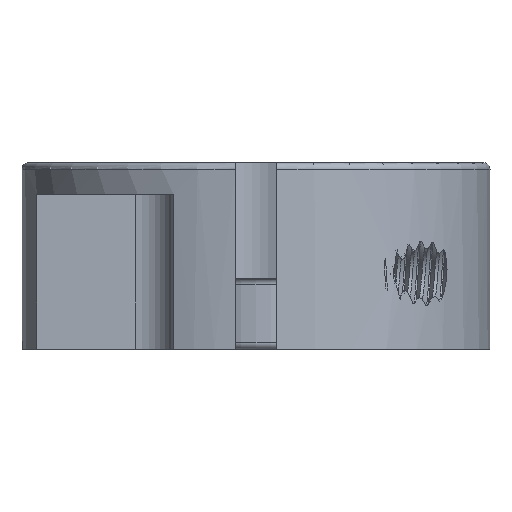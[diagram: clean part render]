
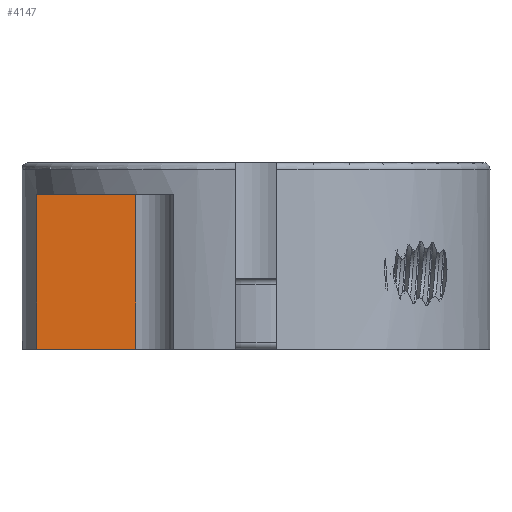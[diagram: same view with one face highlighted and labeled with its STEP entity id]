
A CAD part, front view. The second image highlights one B-rep face of the part: STEP entity #4147.
In plain terms, the highlighted planar face has unit normal (0, -1, 0).
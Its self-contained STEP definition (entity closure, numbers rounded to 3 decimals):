
#68=PLANE('',#4503);
#429=FACE_OUTER_BOUND('',#657,.T.);
#657=EDGE_LOOP('',(#3372,#3373,#3374,#3375));
#1058=LINE('',#8180,#1348);
#1165=LINE('',#9249,#1455);
#1178=LINE('',#9296,#1468);
#1179=LINE('',#9299,#1469);
#1348=VECTOR('',#4986,1000.);
#1455=VECTOR('',#5243,1000.);
#1468=VECTOR('',#5272,1000.);
#1469=VECTOR('',#5277,1000.);
#1773=VERTEX_POINT('',#8177);
#1774=VERTEX_POINT('',#8179);
#1948=VERTEX_POINT('',#9247);
#1956=VERTEX_POINT('',#9295);
#2268=EDGE_CURVE('',#1773,#1774,#1058,.T.);
#2500=EDGE_CURVE('',#1773,#1948,#1165,.T.);
#2517=EDGE_CURVE('',#1774,#1956,#1178,.T.);
#2519=EDGE_CURVE('',#1948,#1956,#1179,.T.);
#3372=ORIENTED_EDGE('',*,*,#2500,.T.);
#3373=ORIENTED_EDGE('',*,*,#2519,.T.);
#3374=ORIENTED_EDGE('',*,*,#2517,.F.);
#3375=ORIENTED_EDGE('',*,*,#2268,.F.);
#4147=ADVANCED_FACE('',(#429),#68,.F.);
#4503=AXIS2_PLACEMENT_3D('',#9298,#5275,#5276);
#4986=DIRECTION('',(0.,0.,1.));
#5243=DIRECTION('',(1.,0.,0.));
#5272=DIRECTION('',(1.,0.,0.));
#5275=DIRECTION('center_axis',(0.,1.,0.));
#5276=DIRECTION('ref_axis',(-1.,0.,0.));
#5277=DIRECTION('',(0.,0.,1.));
#8177=CARTESIAN_POINT('',(-6.928,-2.6,-2.25));
#8179=CARTESIAN_POINT('',(-6.928,-2.6,2.65));
#8180=CARTESIAN_POINT('',(-6.928,-2.6,3.65));
#9247=CARTESIAN_POINT('',(-3.8,-2.6,-2.25));
#9249=CARTESIAN_POINT('',(0.,-2.6,-2.25));
#9295=CARTESIAN_POINT('',(-3.8,-2.6,2.65));
#9296=CARTESIAN_POINT('',(-2.6,-2.6,2.65));
#9298=CARTESIAN_POINT('Origin',(-2.6,-2.6,2.65));
#9299=CARTESIAN_POINT('',(-3.8,-2.6,2.65));
